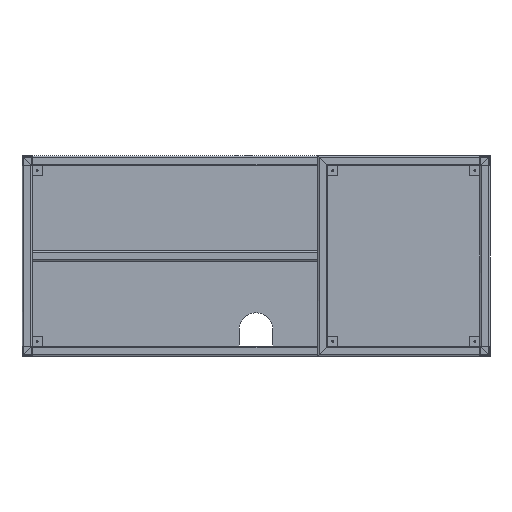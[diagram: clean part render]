
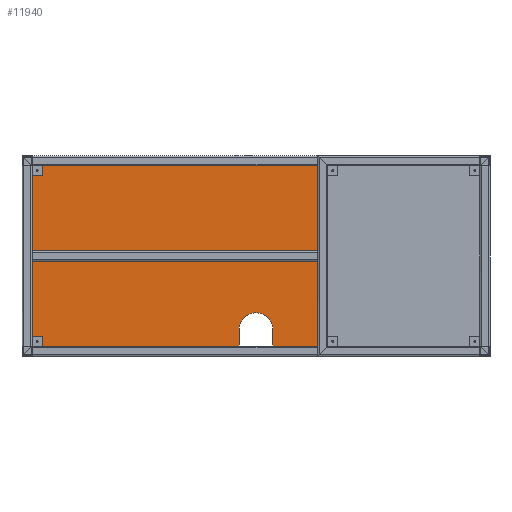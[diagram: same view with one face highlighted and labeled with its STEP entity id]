
A CAD part, front view. The second image highlights one B-rep face of the part: STEP entity #11940.
In plain terms, the highlighted face is planar.
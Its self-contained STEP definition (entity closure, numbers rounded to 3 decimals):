
#141 = LINE ( 'NONE', #7705, #2400 ) ;
#359 = PLANE ( 'NONE',  #10163 ) ;
#362 = CARTESIAN_POINT ( 'NONE',  ( 700., -300., -15. ) ) ;
#1109 = ORIENTED_EDGE ( 'NONE', *, *, #9335, .F. ) ;
#1245 = VECTOR ( 'NONE', #11333, 1000. ) ;
#1388 = DIRECTION ( 'NONE',  ( 1., 0., 0. ) ) ;
#1419 = DIRECTION ( 'NONE',  ( 0., 1., 0. ) ) ;
#1454 = CARTESIAN_POINT ( 'NONE',  ( -700., -300., -15. ) ) ;
#1658 = EDGE_LOOP ( 'NONE', ( #8352, #11420, #8157, #10493, #10413, #8122, #1109, #7891 ) ) ;
#1760 = DIRECTION ( 'NONE',  ( 0., 0., -1. ) ) ;
#2048 = VECTOR ( 'NONE', #6849, 1000. ) ;
#2234 = DIRECTION ( 'NONE',  ( 1., 0., 0. ) ) ;
#2400 = VECTOR ( 'NONE', #7643, 1000. ) ;
#2427 = AXIS2_PLACEMENT_3D ( 'NONE', #5601, #1760, #11229 ) ;
#2708 = LINE ( 'NONE', #10148, #7303 ) ;
#3019 = VERTEX_POINT ( 'NONE', #8484 ) ;
#3038 = LINE ( 'NONE', #5936, #2048 ) ;
#3128 = VERTEX_POINT ( 'NONE', #362 ) ;
#3701 = VECTOR ( 'NONE', #2234, 1000. ) ;
#3807 = VERTEX_POINT ( 'NONE', #9309 ) ;
#4125 = VERTEX_POINT ( 'NONE', #5194 ) ;
#4247 = LINE ( 'NONE', #1454, #3701 ) ;
#4279 = CARTESIAN_POINT ( 'NONE',  ( -50., 300., -15. ) ) ;
#4430 = LINE ( 'NONE', #7128, #10772 ) ;
#4550 = EDGE_CURVE ( 'NONE', #4125, #3019, #4430, .T. ) ;
#4955 = VECTOR ( 'NONE', #1419, 1000. ) ;
#5178 = DIRECTION ( 'NONE',  ( -1., 0., 0. ) ) ;
#5194 = CARTESIAN_POINT ( 'NONE',  ( 700., 300., -15. ) ) ;
#5601 = CARTESIAN_POINT ( 'NONE',  ( 0., 220., -15. ) ) ;
#5621 = EDGE_CURVE ( 'NONE', #3807, #8554, #7297, .T. ) ;
#5936 = CARTESIAN_POINT ( 'NONE',  ( -700., 300., -15. ) ) ;
#6112 = EDGE_CURVE ( 'NONE', #11679, #8979, #3038, .T. ) ;
#6257 = CARTESIAN_POINT ( 'NONE',  ( -700., -300., -15. ) ) ;
#6383 = EDGE_CURVE ( 'NONE', #8979, #12053, #2708, .T. ) ;
#6705 = EDGE_CURVE ( 'NONE', #8554, #11679, #7151, .T. ) ;
#6849 = DIRECTION ( 'NONE',  ( -1., 0., 0. ) ) ;
#7128 = CARTESIAN_POINT ( 'NONE',  ( 50., 300., -15. ) ) ;
#7151 = LINE ( 'NONE', #8009, #4955 ) ;
#7297 = CIRCLE ( 'NONE', #2427, 50. ) ;
#7303 = VECTOR ( 'NONE', #9245, 1000. ) ;
#7435 = CARTESIAN_POINT ( 'NONE',  ( -50., 220., -15. ) ) ;
#7602 = CARTESIAN_POINT ( 'NONE',  ( 50., 300., -15. ) ) ;
#7643 = DIRECTION ( 'NONE',  ( 0., 1., 0. ) ) ;
#7705 = CARTESIAN_POINT ( 'NONE',  ( 700., 300., -15. ) ) ;
#7891 = ORIENTED_EDGE ( 'NONE', *, *, #10795, .F. ) ;
#7918 = FACE_OUTER_BOUND ( 'NONE', #1658, .T. ) ;
#8009 = CARTESIAN_POINT ( 'NONE',  ( -50., 300., -15. ) ) ;
#8122 = ORIENTED_EDGE ( 'NONE', *, *, #4550, .F. ) ;
#8157 = ORIENTED_EDGE ( 'NONE', *, *, #6705, .F. ) ;
#8352 = ORIENTED_EDGE ( 'NONE', *, *, #6383, .F. ) ;
#8470 = LINE ( 'NONE', #7602, #1245 ) ;
#8484 = CARTESIAN_POINT ( 'NONE',  ( 50., 300., -15. ) ) ;
#8554 = VERTEX_POINT ( 'NONE', #7435 ) ;
#8979 = VERTEX_POINT ( 'NONE', #11155 ) ;
#9157 = EDGE_CURVE ( 'NONE', #3019, #3807, #8470, .T. ) ;
#9245 = DIRECTION ( 'NONE',  ( 0., -1., 0. ) ) ;
#9309 = CARTESIAN_POINT ( 'NONE',  ( 50., 220., -15. ) ) ;
#9335 = EDGE_CURVE ( 'NONE', #3128, #4125, #141, .T. ) ;
#9758 = DIRECTION ( 'NONE',  ( 0., 0., 1. ) ) ;
#10148 = CARTESIAN_POINT ( 'NONE',  ( -700., 300., -15. ) ) ;
#10163 = AXIS2_PLACEMENT_3D ( 'NONE', #11586, #9758, #1388 ) ;
#10413 = ORIENTED_EDGE ( 'NONE', *, *, #9157, .F. ) ;
#10493 = ORIENTED_EDGE ( 'NONE', *, *, #5621, .F. ) ;
#10772 = VECTOR ( 'NONE', #5178, 1000. ) ;
#10795 = EDGE_CURVE ( 'NONE', #12053, #3128, #4247, .T. ) ;
#11155 = CARTESIAN_POINT ( 'NONE',  ( -700., 300., -15. ) ) ;
#11229 = DIRECTION ( 'NONE',  ( 1., 0., 0. ) ) ;
#11333 = DIRECTION ( 'NONE',  ( 0., -1., 0. ) ) ;
#11420 = ORIENTED_EDGE ( 'NONE', *, *, #6112, .F. ) ;
#11586 = CARTESIAN_POINT ( 'NONE',  ( 0., 220., -15. ) ) ;
#11679 = VERTEX_POINT ( 'NONE', #4279 ) ;
#11940 = ADVANCED_FACE ( 'NONE', ( #7918 ), #359, .F. ) ;
#12053 = VERTEX_POINT ( 'NONE', #6257 ) ;
